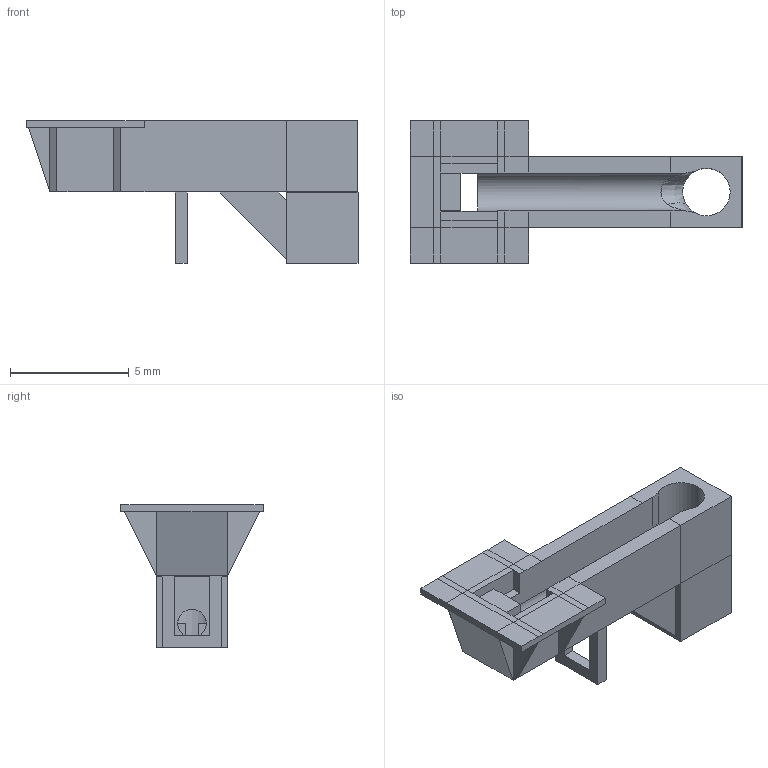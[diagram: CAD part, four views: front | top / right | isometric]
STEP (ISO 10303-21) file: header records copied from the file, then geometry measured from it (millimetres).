
FILE_DESCRIPTION(('FreeCAD Model'),'2;1');
FILE_NAME('Open CASCADE Shape Model','2024-03-24T14:59:35',('FreeCAD'),( 'FreeCAD'),'Open CASCADE STEP processor 7.6','FreeCAD','Unknown');
FILE_SCHEMA(('AUTOMOTIVE_DESIGN { 1 0 10303 214 1 1 1 1 }'));
Length unit declared in the file: millimetre
Products named in the file (1): Open CASCADE STEP translator 7.6 1
Bounding box: 14 x 6 x 6 mm (x, y, z)
Volume: 96.7 mm3; surface area: 387 mm2
Topology: 2 solids, 2 shells, 121 faces, 303 edges, 185 vertices
Faces by surface type: plane 110, cylinder 8, bspline 3
Full cylindrical faces by diameter (mm): 1.2 x1, 2.6 x1
Entity records: 8351 total; most frequent: CARTESIAN_POINT 2205, DIRECTION 1136, LINE 840, VECTOR 840, ORIENTED_EDGE 606, PCURVE 606, DEFINITIONAL_REPRESENTATION 606, EDGE_CURVE 303
